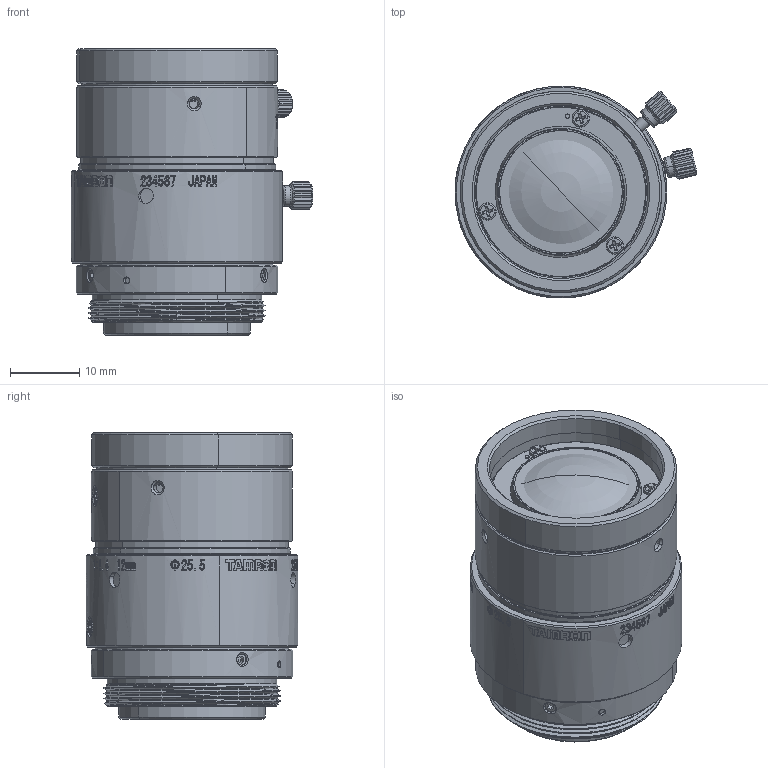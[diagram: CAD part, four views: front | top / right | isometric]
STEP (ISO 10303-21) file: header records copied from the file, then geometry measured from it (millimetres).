
FILE_DESCRIPTION(('CATIA V5 STEP Exchange'),'2;1');
FILE_NAME('EE009E0000-070-EE009E000(M118FM12).stp','2024-10-04T04:14:15+00:00',('none'),('none'),'CATIA Version 5-6 Release 2017 SP5 HF45','CATIA V5 STEP AP203','none');
FILE_SCHEMA(('CONFIG_CONTROL_DESIGN'));
Length unit declared in the file: millimetre
Products named in the file (1): EE009E000-070-EE009E000外観3Dデータ
Bounding box: 34.83 x 30.5 x 41.21 mm (x, y, z)
Volume: 24558.8 mm3; surface area: 9248.4 mm2
Topology: 1 solids, 7 shells, 1647 faces, 4505 edges, 2982 vertices
Faces by surface type: bspline 719, plane 514, cylinder 242, cone 130, torus 36, sphere 6
Entity records: 66551 total; most frequent: CARTESIAN_POINT 33113, ORIENTED_EDGE 8990, EDGE_CURVE 4495, DIRECTION 3255, VERTEX_POINT 2982, B_SPLINE_CURVE_WITH_KNOTS 2795, EDGE_LOOP 1785, ADVANCED_FACE 1647
